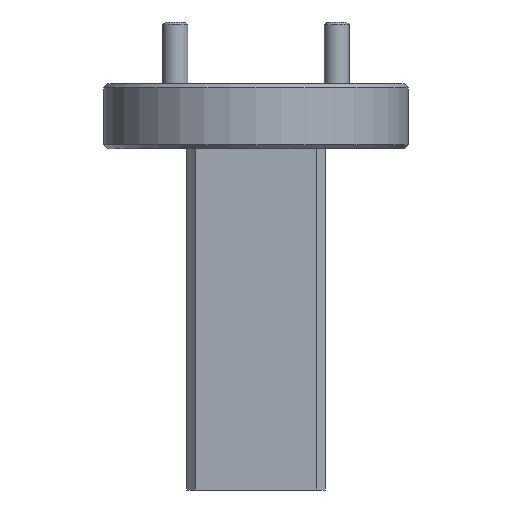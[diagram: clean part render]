
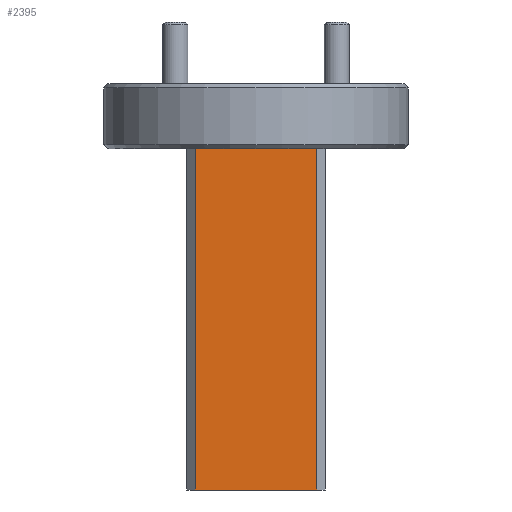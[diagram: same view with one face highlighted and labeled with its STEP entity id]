
A CAD part, front view. The second image highlights one B-rep face of the part: STEP entity #2395.
In plain terms, the highlighted planar face has unit normal (0, -1, 0).
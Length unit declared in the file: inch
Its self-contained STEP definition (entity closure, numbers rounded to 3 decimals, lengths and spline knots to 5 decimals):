
#275 = EDGE_CURVE ( 'NONE', #4852, #2104, #597, .T. ) ;
#529 = CARTESIAN_POINT ( 'NONE',  ( 0.17, -0.08, -1. ) ) ;
#533 = VECTOR ( 'NONE', #665, 39.37008 ) ;
#567 = CARTESIAN_POINT ( 'NONE',  ( -0.15, -0.08, -2.45343 ) ) ;
#597 = LINE ( 'NONE', #567, #673 ) ;
#637 = CARTESIAN_POINT ( 'NONE',  ( -0.15, -0.08, -0.16 ) ) ;
#665 = DIRECTION ( 'NONE',  ( -1., 0., 0. ) ) ;
#673 = VECTOR ( 'NONE', #3628, 39.37008 ) ;
#880 = CARTESIAN_POINT ( 'NONE',  ( 0.17, -0.08, -2.45343 ) ) ;
#1063 = CARTESIAN_POINT ( 'NONE',  ( 0.15, -0.08, -0.16 ) ) ;
#1074 = LINE ( 'NONE', #1878, #533 ) ;
#1113 = EDGE_CURVE ( 'NONE', #2104, #2543, #2747, .T. ) ;
#1252 = ORIENTED_EDGE ( 'NONE', *, *, #4410, .T. ) ;
#1512 = ORIENTED_EDGE ( 'NONE', *, *, #1113, .T. ) ;
#1626 = LINE ( 'NONE', #1652, #4101 ) ;
#1652 = CARTESIAN_POINT ( 'NONE',  ( 0.15, -0.08, -2.45343 ) ) ;
#1653 = FACE_OUTER_BOUND ( 'NONE', #3911, .T. ) ;
#1679 = DIRECTION ( 'NONE',  ( 0., 1., 0. ) ) ;
#1878 = CARTESIAN_POINT ( 'NONE',  ( 0.17, -0.08, -0.16 ) ) ;
#1951 = CARTESIAN_POINT ( 'NONE',  ( 0.15, -0.08, -1. ) ) ;
#2091 = CARTESIAN_POINT ( 'NONE',  ( -0.15, -0.08, -1. ) ) ;
#2104 = VERTEX_POINT ( 'NONE', #2091 ) ;
#2353 = ORIENTED_EDGE ( 'NONE', *, *, #275, .T. ) ;
#2395 = ADVANCED_FACE ( 'NONE', ( #1653 ), #4714, .F. ) ;
#2543 = VERTEX_POINT ( 'NONE', #1951 ) ;
#2747 = LINE ( 'NONE', #529, #4670 ) ;
#2995 = VERTEX_POINT ( 'NONE', #1063 ) ;
#3432 = DIRECTION ( 'NONE',  ( -1., 0., 0. ) ) ;
#3592 = DIRECTION ( 'NONE',  ( 1., 0., 0. ) ) ;
#3628 = DIRECTION ( 'NONE',  ( 0., 0., -1. ) ) ;
#3814 = AXIS2_PLACEMENT_3D ( 'NONE', #880, #1679, #3432 ) ;
#3911 = EDGE_LOOP ( 'NONE', ( #1252, #2353, #1512, #4865 ) ) ;
#4101 = VECTOR ( 'NONE', #4597, 39.37008 ) ;
#4410 = EDGE_CURVE ( 'NONE', #2995, #4852, #1074, .T. ) ;
#4597 = DIRECTION ( 'NONE',  ( 0., 0., 1. ) ) ;
#4670 = VECTOR ( 'NONE', #3592, 39.37008 ) ;
#4714 = PLANE ( 'NONE',  #3814 ) ;
#4852 = VERTEX_POINT ( 'NONE', #637 ) ;
#4865 = ORIENTED_EDGE ( 'NONE', *, *, #5027, .T. ) ;
#5027 = EDGE_CURVE ( 'NONE', #2543, #2995, #1626, .T. ) ;
